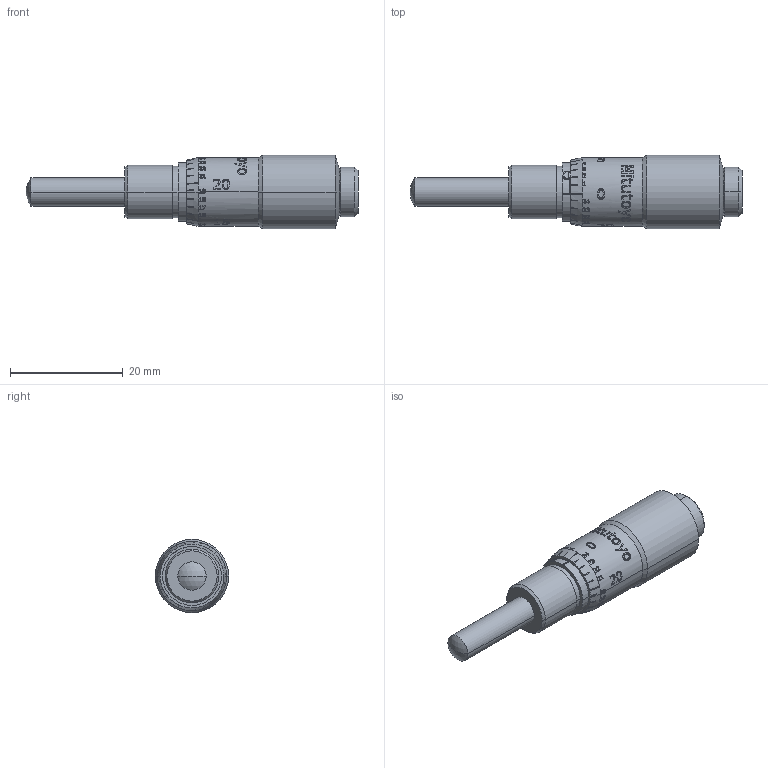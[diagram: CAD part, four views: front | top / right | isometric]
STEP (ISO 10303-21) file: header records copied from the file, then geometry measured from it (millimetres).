
FILE_DESCRIPTION (( 'STEP AP214' ), '1' );
FILE_NAME ('TTN017211-E0W.STEP', '2013-08-28T17:25:31', ( 'Admin' ), ( '' ), 'SwSTEP 2.0', 'SolidWorks 2012', '' );
FILE_SCHEMA (( 'AUTOMOTIVE_DESIGN' ));
Length unit declared in the file: inch
Products named in the file (1): TTN017211-E0W
Bounding box: 58.8 x 12.95 x 12.95 mm (x, y, z)
Volume: 4623.3 mm3; surface area: 2285 mm2
Topology: 2 solids, 2 shells, 951 faces, 2596 edges, 1723 vertices
Faces by surface type: plane 414, bspline 382, cylinder 114, cone 37, torus 2, sphere 2
Entity records: 63533 total; most frequent: CARTESIAN_POINT 30292, ORIENTED_EDGE 5192, DIRECTION 2917, EDGE_CURVE 2596, VERTEX_POINT 1723, B_SPLINE_CURVE_WITH_KNOTS 1323, AXIS2_PLACEMENT_3D 1074, EDGE_LOOP 1025
